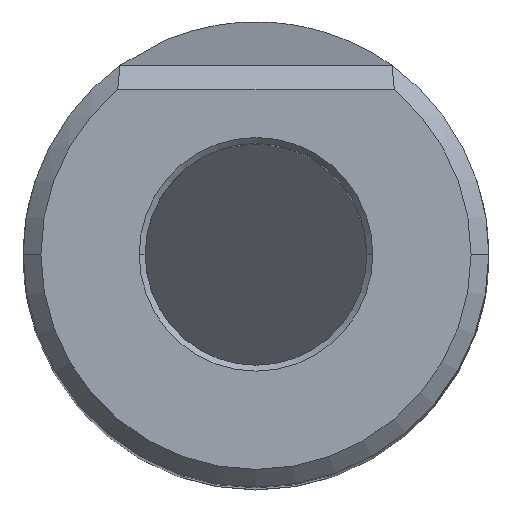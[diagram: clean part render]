
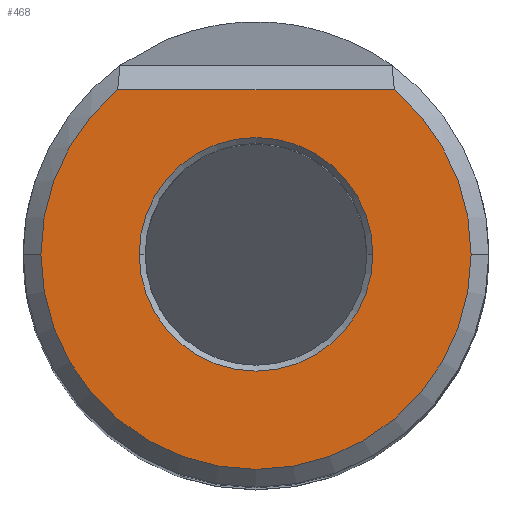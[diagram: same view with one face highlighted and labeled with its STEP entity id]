
A CAD part, top view. The second image highlights one B-rep face of the part: STEP entity #468.
In plain terms, the highlighted planar face has unit normal (0, 0, 1).
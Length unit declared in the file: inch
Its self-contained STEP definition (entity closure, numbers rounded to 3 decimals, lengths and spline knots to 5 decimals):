
#13 = CARTESIAN_POINT ( 'NONE',  ( 0.23401, 0.27842, 0. ) ) ;
#16 = DIRECTION ( 'NONE',  ( 0., 0., 1. ) ) ;
#24 = CARTESIAN_POINT ( 'NONE',  ( 0., 0., 0. ) ) ;
#55 = EDGE_LOOP ( 'NONE', ( #288, #398, #800, #647 ) ) ;
#73 = EDGE_CURVE ( 'NONE', #735, #517, #684, .T. ) ;
#86 = VECTOR ( 'NONE', #496, 39.37008 ) ;
#164 = CARTESIAN_POINT ( 'NONE',  ( 0., 0., 0. ) ) ;
#169 = EDGE_CURVE ( 'NONE', #517, #707, #203, .T. ) ;
#187 = DIRECTION ( 'NONE',  ( 0., 0., 1. ) ) ;
#203 = CIRCLE ( 'NONE', #677, 0.3637 ) ;
#220 = PLANE ( 'NONE',  #847 ) ;
#239 = CARTESIAN_POINT ( 'NONE',  ( 0., 0., 0. ) ) ;
#260 = CARTESIAN_POINT ( 'NONE',  ( 0.1975, 0., 0. ) ) ;
#275 = ORIENTED_EDGE ( 'NONE', *, *, #624, .T. ) ;
#277 = CIRCLE ( 'NONE', #384, 0.1975 ) ;
#288 = ORIENTED_EDGE ( 'NONE', *, *, #169, .T. ) ;
#305 = DIRECTION ( 'NONE',  ( 1., 0., 0. ) ) ;
#307 = VERTEX_POINT ( 'NONE', #587 ) ;
#310 = DIRECTION ( 'NONE',  ( 1., 0., 0. ) ) ;
#328 = EDGE_CURVE ( 'NONE', #707, #307, #828, .T. ) ;
#368 = DIRECTION ( 'NONE',  ( 0., 0., 1. ) ) ;
#384 = AXIS2_PLACEMENT_3D ( 'NONE', #164, #681, #821 ) ;
#389 = CARTESIAN_POINT ( 'NONE',  ( 0., 0., 0. ) ) ;
#398 = ORIENTED_EDGE ( 'NONE', *, *, #328, .T. ) ;
#413 = FACE_OUTER_BOUND ( 'NONE', #55, .T. ) ;
#419 = CIRCLE ( 'NONE', #529, 0.1975 ) ;
#433 = DIRECTION ( 'NONE',  ( 0., 0., -1. ) ) ;
#451 = AXIS2_PLACEMENT_3D ( 'NONE', #389, #187, #649 ) ;
#468 = ADVANCED_FACE ( 'NONE', ( #798, #413 ), #220, .T. ) ;
#476 = CARTESIAN_POINT ( 'NONE',  ( -0.1975, 0., 0. ) ) ;
#482 = VERTEX_POINT ( 'NONE', #476 ) ;
#487 = CARTESIAN_POINT ( 'NONE',  ( 0., 0., 0. ) ) ;
#496 = DIRECTION ( 'NONE',  ( -1., 0., 0. ) ) ;
#517 = VERTEX_POINT ( 'NONE', #733 ) ;
#529 = AXIS2_PLACEMENT_3D ( 'NONE', #239, #433, #305 ) ;
#564 = ORIENTED_EDGE ( 'NONE', *, *, #604, .T. ) ;
#584 = CIRCLE ( 'NONE', #609, 0.3637 ) ;
#587 = CARTESIAN_POINT ( 'NONE',  ( 0.3637, 0., 0. ) ) ;
#594 = DIRECTION ( 'NONE',  ( 1., 0., 0. ) ) ;
#601 = EDGE_CURVE ( 'NONE', #307, #735, #584, .T. ) ;
#604 = EDGE_CURVE ( 'NONE', #702, #482, #419, .T. ) ;
#609 = AXIS2_PLACEMENT_3D ( 'NONE', #487, #618, #310 ) ;
#618 = DIRECTION ( 'NONE',  ( 0., 0., 1. ) ) ;
#624 = EDGE_CURVE ( 'NONE', #482, #702, #277, .T. ) ;
#643 = CARTESIAN_POINT ( 'NONE',  ( -0.3637, 0., 0. ) ) ;
#647 = ORIENTED_EDGE ( 'NONE', *, *, #73, .T. ) ;
#649 = DIRECTION ( 'NONE',  ( 1., 0., 0. ) ) ;
#677 = AXIS2_PLACEMENT_3D ( 'NONE', #768, #368, #748 ) ;
#681 = DIRECTION ( 'NONE',  ( 0., 0., -1. ) ) ;
#684 = LINE ( 'NONE', #817, #86 ) ;
#702 = VERTEX_POINT ( 'NONE', #260 ) ;
#707 = VERTEX_POINT ( 'NONE', #643 ) ;
#733 = CARTESIAN_POINT ( 'NONE',  ( -0.23401, 0.27842, 0. ) ) ;
#735 = VERTEX_POINT ( 'NONE', #13 ) ;
#737 = EDGE_LOOP ( 'NONE', ( #564, #275 ) ) ;
#748 = DIRECTION ( 'NONE',  ( 1., 0., 0. ) ) ;
#768 = CARTESIAN_POINT ( 'NONE',  ( 0., 0., 0. ) ) ;
#798 = FACE_BOUND ( 'NONE', #737, .T. ) ;
#800 = ORIENTED_EDGE ( 'NONE', *, *, #601, .T. ) ;
#817 = CARTESIAN_POINT ( 'NONE',  ( 0., 0.27842, 0. ) ) ;
#821 = DIRECTION ( 'NONE',  ( 1., 0., 0. ) ) ;
#828 = CIRCLE ( 'NONE', #451, 0.3637 ) ;
#847 = AXIS2_PLACEMENT_3D ( 'NONE', #24, #16, #594 ) ;
